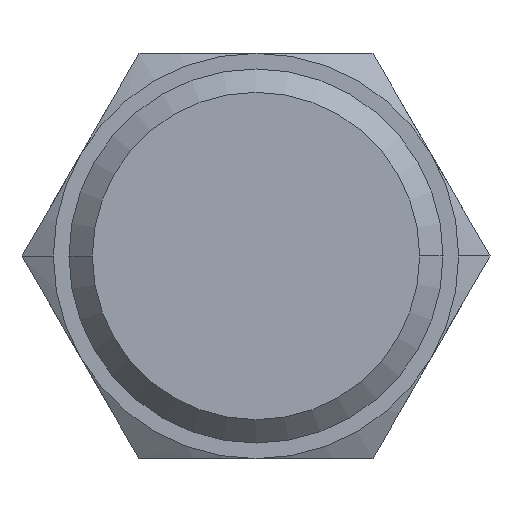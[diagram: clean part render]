
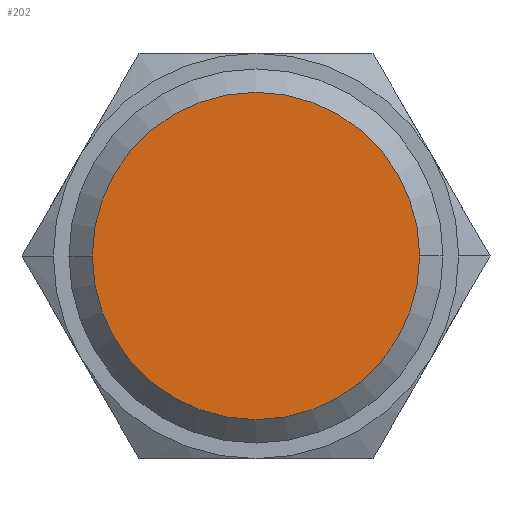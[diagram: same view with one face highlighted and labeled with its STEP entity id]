
A CAD part, front view. The second image highlights one B-rep face of the part: STEP entity #202.
In plain terms, the highlighted planar face has unit normal (0, -1, 0).
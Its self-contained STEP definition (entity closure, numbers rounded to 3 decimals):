
#202=ADVANCED_FACE('',(#332),#333,.T.);
#332=FACE_OUTER_BOUND('',#528,.T.);
#333=PLANE('',#529);
#528=EDGE_LOOP('',(#873,#874));
#529=AXIS2_PLACEMENT_3D('',#875,#876,#877);
#873=ORIENTED_EDGE('',*,*,#1333,.F.);
#874=ORIENTED_EDGE('',*,*,#1392,.F.);
#875=CARTESIAN_POINT('',(-2.625,-66.0,0.0));
#876=DIRECTION('',(0.0,-1.0,0.0));
#877=DIRECTION('',(1.0,0.0,0.0));
#1333=EDGE_CURVE('',#1530,#1532,#1533,.T.);
#1392=EDGE_CURVE('',#1532,#1530,#1624,.T.);
#1530=VERTEX_POINT('',#1836);
#1532=VERTEX_POINT('',#1839);
#1533=CIRCLE('',#1840,5.25);
#1624=CIRCLE('',#2088,5.25);
#1836=CARTESIAN_POINT('',(-5.25,-66.0,0.0));
#1839=CARTESIAN_POINT('',(5.25,-66.0,0.));
#1840=AXIS2_PLACEMENT_3D('',#2859,#2860,#2861);
#2088=AXIS2_PLACEMENT_3D('',#2970,#2971,#2972);
#2859=CARTESIAN_POINT('',(0.0,-66.0,0.0));
#2860=DIRECTION('',(0.0,1.0,0.0));
#2861=DIRECTION('',(-1.0,0.0,0.0));
#2970=CARTESIAN_POINT('',(0.0,-66.0,0.0));
#2971=DIRECTION('',(0.0,1.0,0.0));
#2972=DIRECTION('',(-1.0,0.0,0.0));
